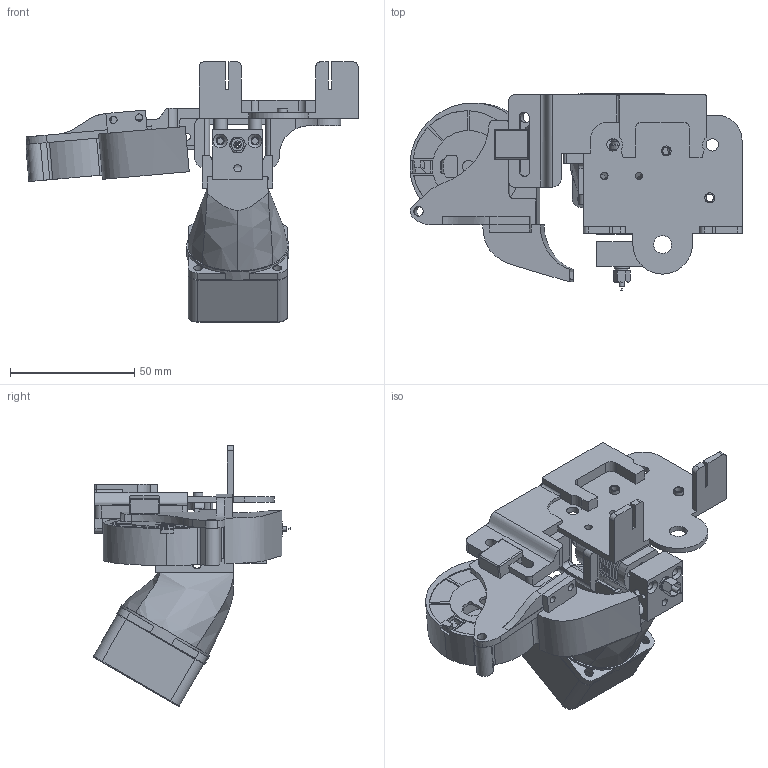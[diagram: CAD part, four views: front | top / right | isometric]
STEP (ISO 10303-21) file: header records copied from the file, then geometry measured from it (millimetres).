
FILE_DESCRIPTION(/* description */ (''),/* implementation_level */ '2;1');
FILE_NAME(/* name */ 'Fan System Assembly.step',/* time_stamp */ '2019-02-01T21:05:29-05:00',/* author */ ('mangled.baby.ducks'),/* organization */ (''),/* preprocessor_version */ 'ST-DEVELOPER v17.2',/* originating_system */ 'Autodesk Translation Framework v7.6.0.251',/* authorisation */ '');
FILE_SCHEMA (('AUTOMOTIVE_DESIGN { 1 0 10303 214 3 1 1 }'));
Products named in the file (13): Fan System v6; Gantry Plate; heat_sink; heater_block; nozzle; coupler; plate_cap; Blower; blower_bracket; blower_duct; Fan; fan_duct; duct_base
Assembly tree (12 placements, depth 2):
  Fan System v6
    Gantry Plate
    heat_sink
    heater_block
    nozzle
    coupler
    plate_cap
    Blower
    blower_bracket
    blower_duct
    Fan
    fan_duct
    duct_base
Bounding box: 133.83 x 79.58 x 104.96 mm (x, y, z)
Volume: 68661.6 mm3; surface area: 82071.4 mm2
Topology: 16 solids, 19 shells, 1087 faces, 3035 edges, 2036 vertices
Faces by surface type: plane 484, cylinder 425, bspline 91, cone 61, torus 22, sphere 4
Full cylindrical faces by diameter (mm): 0.4 x1, 2 x5, 2.5 x3, 2.9 x4, 3 x10, 3.2 x5, 3.3 x2, 3.6 x4, 3.7 x4, 4 x2, 4.5 x2, 5 x7, 5.3 x1, 5.4 x2, 6 x8, 6.05 x1, 6.8 x1, 7 x1, 7.2 x1, 7.8 x1, 8.6 x9, 8.8 x1, 9.6 x1, 9.8 x2, 10.8 x1, 11 x1, 18 x1, 20 x1, 22.8 x1, 24.5 x1
Entity records: 49685 total; most frequent: CARTESIAN_POINT 20659, ORIENTED_EDGE 6070, DIRECTION 5862, EDGE_CURVE 3035, AXIS2_PLACEMENT_3D 2246, VERTEX_POINT 2036, LINE 1370, VECTOR 1370
